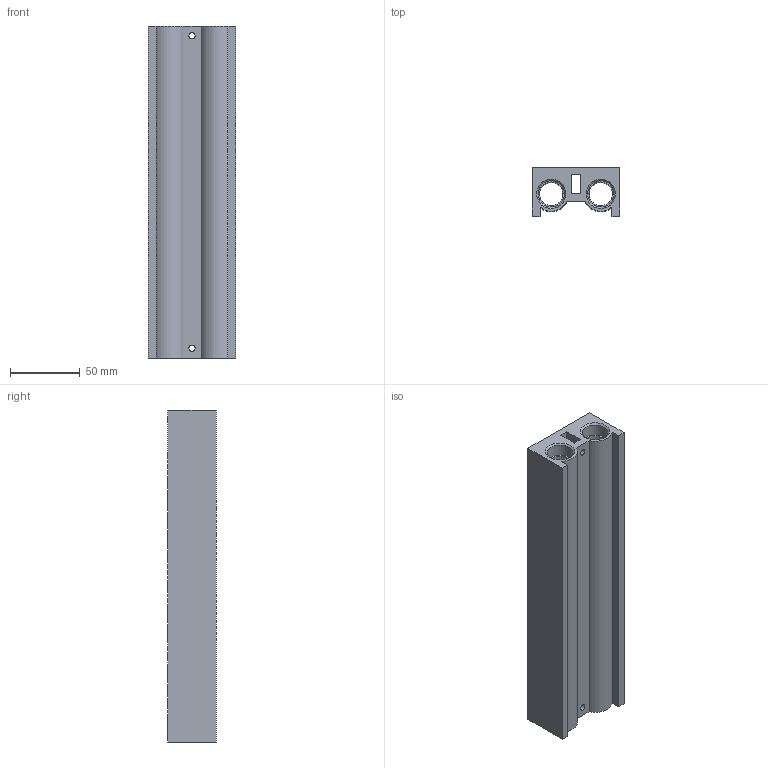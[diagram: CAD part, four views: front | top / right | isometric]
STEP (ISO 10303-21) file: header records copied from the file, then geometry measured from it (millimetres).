
FILE_DESCRIPTION (( 'STEP AP214' ), '1' );
FILE_NAME ('EMC-V34-6.STEP', '2020-04-02T08:52:06', ( '' ), ( '' ), 'SwSTEP 2.0', 'SolidWorks 2020', '' );
FILE_SCHEMA (( 'AUTOMOTIVE_DESIGN' ));
Length unit declared in the file: millimetre
Products named in the file (1): EMC-V34-6
Bounding box: 62.5 x 35 x 238 mm (x, y, z)
Volume: 272851.9 mm3; surface area: 97239.8 mm2
Topology: 1 solids, 1 shells, 144 faces, 310 edges, 196 vertices
Faces by surface type: cylinder 70, plane 42, cone 32
Entity records: 4012 total; most frequent: DIRECTION 772, CARTESIAN_POINT 651, ORIENTED_EDGE 620, AXIS2_PLACEMENT_3D 317, EDGE_CURVE 310, VERTEX_POINT 196, EDGE_LOOP 186, CIRCLE 172
